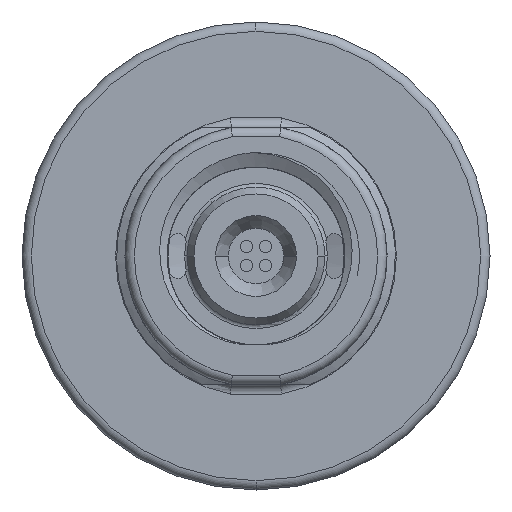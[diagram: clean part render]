
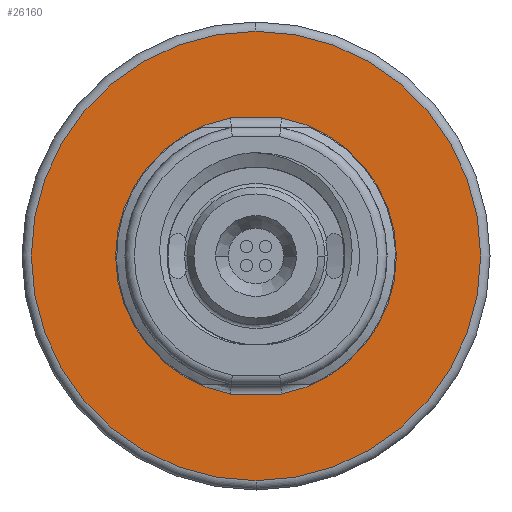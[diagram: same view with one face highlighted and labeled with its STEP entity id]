
A CAD part, front view. The second image highlights one B-rep face of the part: STEP entity #26160.
In plain terms, the highlighted planar face has unit normal (0, -1, 0).
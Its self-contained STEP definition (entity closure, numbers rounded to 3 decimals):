
#4262=CARTESIAN_POINT('',(0.,-3.,0.));
#4263=DIRECTION('',(0.,-1.,0.));
#4264=DIRECTION('',(-0.182,0.,0.983));
#4265=AXIS2_PLACEMENT_3D('',#4262,#4263,#4264);
#4267=DIRECTION('',(1.,0.,0.));
#4268=VECTOR('',#4267,5.454);
#4269=CARTESIAN_POINT('',(-2.727,-3.,-14.75));
#4270=LINE('',#4269,#4268);
#4271=CARTESIAN_POINT('',(0.,-3.,0.));
#4272=DIRECTION('',(0.,-1.,0.));
#4273=DIRECTION('',(0.182,0.,-0.983));
#4274=AXIS2_PLACEMENT_3D('',#4271,#4272,#4273);
#4276=DIRECTION('',(-1.,0.,0.));
#4277=VECTOR('',#4276,5.454);
#4278=CARTESIAN_POINT('',(2.727,-3.,14.75));
#4279=LINE('',#4278,#4277);
#4280=CARTESIAN_POINT('',(0.,-3.,0.));
#4281=DIRECTION('',(0.,1.,0.));
#4282=DIRECTION('',(0.,0.,-1.));
#4283=AXIS2_PLACEMENT_3D('',#4280,#4281,#4282);
#4285=CARTESIAN_POINT('',(0.,-3.,0.));
#4286=DIRECTION('',(0.,1.,0.));
#4287=DIRECTION('',(0.,0.,1.));
#4288=AXIS2_PLACEMENT_3D('',#4285,#4286,#4287);
#5585=CARTESIAN_POINT('',(-2.727,-3.,14.75));
#5586=CARTESIAN_POINT('',(-2.727,-3.,-14.75));
#5587=VERTEX_POINT('',#5585);
#5588=VERTEX_POINT('',#5586);
#5593=CARTESIAN_POINT('',(2.727,-3.,-14.75));
#5594=CARTESIAN_POINT('',(2.727,-3.,14.75));
#5595=VERTEX_POINT('',#5593);
#5596=VERTEX_POINT('',#5594);
#5629=CARTESIAN_POINT('',(0.,-3.,-24.));
#5630=CARTESIAN_POINT('',(0.,-3.,24.));
#5631=VERTEX_POINT('',#5629);
#5632=VERTEX_POINT('',#5630);
#26141=CARTESIAN_POINT('',(0.,-3.,0.));
#26142=DIRECTION('',(0.,-1.,0.));
#26143=DIRECTION('',(0.,0.,1.));
#26144=AXIS2_PLACEMENT_3D('',#26141,#26142,#26143);
#26145=PLANE('',#26144);
#26147=ORIENTED_EDGE('',*,*,#26146,.T.);
#26149=ORIENTED_EDGE('',*,*,#26148,.T.);
#26150=EDGE_LOOP('',(#26147,#26149));
#26151=FACE_OUTER_BOUND('',#26150,.F.);
#26153=ORIENTED_EDGE('',*,*,#26152,.T.);
#26154=ORIENTED_EDGE('',*,*,#26119,.T.);
#26155=ORIENTED_EDGE('',*,*,#26132,.T.);
#26157=ORIENTED_EDGE('',*,*,#26156,.T.);
#26158=EDGE_LOOP('',(#26153,#26154,#26155,#26157));
#26159=FACE_BOUND('',#26158,.F.);
#26160=ADVANCED_FACE('',(#26151,#26159),#26145,.T.);
#4266=CIRCLE('',#4265,15.);
#4275=CIRCLE('',#4274,15.);
#4284=CIRCLE('',#4283,24.);
#4289=CIRCLE('',#4288,24.);
#26119=EDGE_CURVE('',#5588,#5595,#4270,.T.);
#26132=EDGE_CURVE('',#5595,#5596,#4275,.T.);
#26146=EDGE_CURVE('',#5631,#5632,#4284,.T.);
#26148=EDGE_CURVE('',#5632,#5631,#4289,.T.);
#26152=EDGE_CURVE('',#5587,#5588,#4266,.T.);
#26156=EDGE_CURVE('',#5596,#5587,#4279,.T.);
